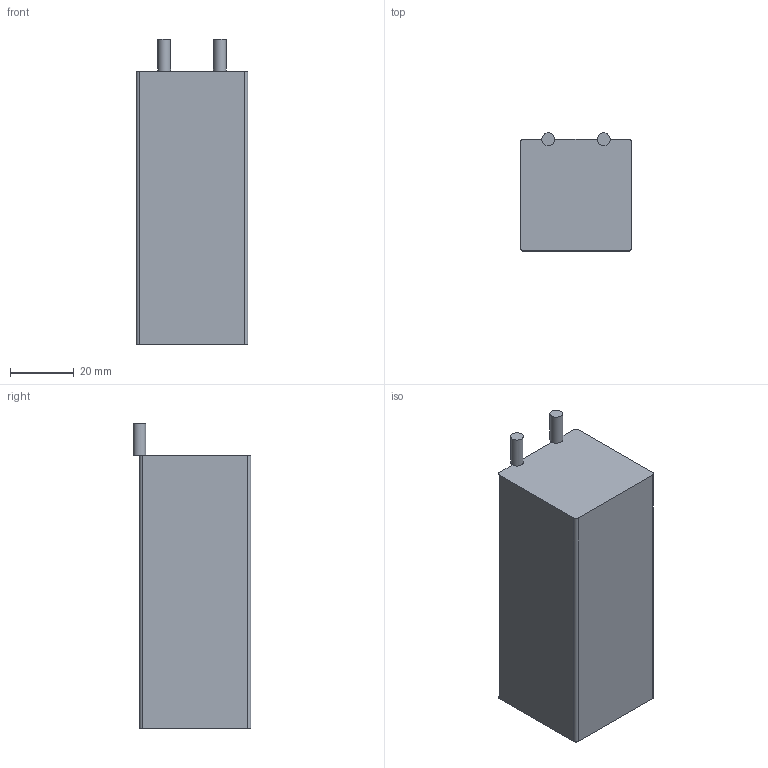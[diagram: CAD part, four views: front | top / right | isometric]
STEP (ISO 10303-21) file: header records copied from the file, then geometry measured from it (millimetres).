
FILE_DESCRIPTION(('FreeCAD Model'),'2;1');
FILE_NAME('Open CASCADE Shape Model','2023-02-06T14:31:53',(''),(''), 'Open CASCADE STEP processor 7.6','FreeCAD','Unknown');
FILE_SCHEMA(('AUTOMOTIVE_DESIGN { 1 0 10303 214 1 1 1 1 }'));
Length unit declared in the file: millimetre
Products named in the file (2): BatteryBlock; Body
Assembly tree (1 placements, depth 2):
  BatteryBlock
    Body
Bounding box: 35 x 37 x 96 mm (x, y, z)
Volume: 105527.5 mm3; surface area: 14617.1 mm2
Topology: 1 solids, 1 shells, 16 faces, 36 edges, 22 vertices
Faces by surface type: plane 10, cylinder 6
Full cylindrical faces by diameter (mm): 4 x2
Entity records: 946 total; most frequent: CARTESIAN_POINT 210, DIRECTION 126, ORIENTED_EDGE 72, PCURVE 72, DEFINITIONAL_REPRESENTATION 72, LINE 54, VECTOR 54, EDGE_CURVE 36
